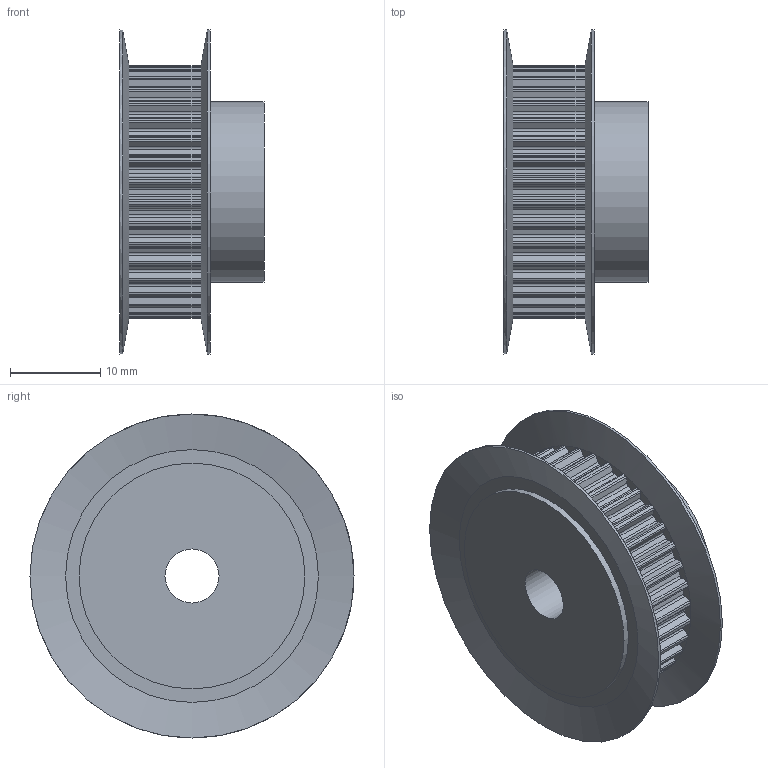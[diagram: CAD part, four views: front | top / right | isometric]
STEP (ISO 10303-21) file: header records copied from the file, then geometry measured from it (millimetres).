
FILE_DESCRIPTION( ( 'STEP AP203' ), '1' );
FILE_NAME( '16023600.stp', ' ', ( ' ' ), ( ' ' ), 'PSStep 15.0.47', 'PARTsolutions', ' ' );
FILE_SCHEMA( ( 'CONFIG_CONTROL_DESIGN' ) );
Length unit declared in the file: millimetre
Products named in the file (1): _16023600
Bounding box: 16 x 36 x 36 mm (x, y, z)
Volume: 7180.9 mm3; surface area: 4762.8 mm2
Topology: 1 solids, 1 shells, 373 faces, 959 edges, 590 vertices
Faces by surface type: cylinder 221, plane 148, cone 4
Full cylindrical faces by diameter (mm): 6 x1, 20 x1, 25.1 x1, 36 x2
Entity records: 11390 total; most frequent: DIRECTION 2212, CARTESIAN_POINT 1910, ORIENTED_EDGE 1896, EDGE_CURVE 948, AXIS2_PLACEMENT_3D 890, VERTEX_POINT 588, CIRCLE 516, LINE 432
